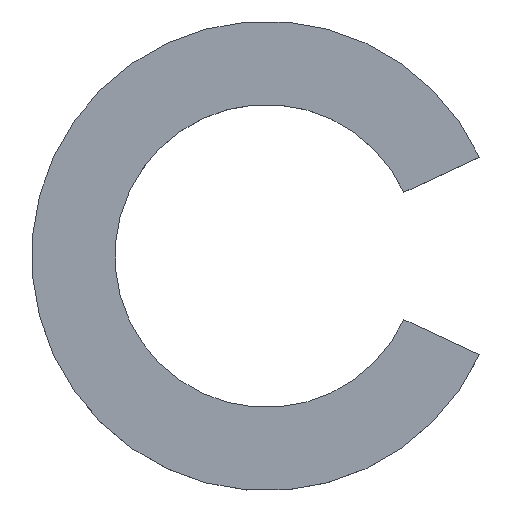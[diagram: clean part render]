
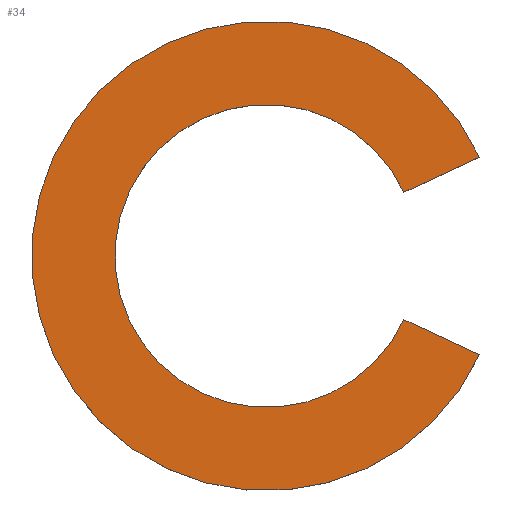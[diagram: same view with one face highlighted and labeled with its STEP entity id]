
A CAD part, top view. The second image highlights one B-rep face of the part: STEP entity #34.
In plain terms, the highlighted planar face has unit normal (0, 0, 1).
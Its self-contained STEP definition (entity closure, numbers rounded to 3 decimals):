
#34 = ADVANCED_FACE( '', ( #65 ), #66, .T. );
#65 = FACE_OUTER_BOUND( '', #90, .T. );
#66 = PLANE( '', #91 );
#90 = EDGE_LOOP( '', ( #119, #120, #121, #122 ) );
#91 = AXIS2_PLACEMENT_3D( '', #123, #124, #125 );
#119 = ORIENTED_EDGE( '', *, *, #160, .F. );
#120 = ORIENTED_EDGE( '', *, *, #161, .T. );
#121 = ORIENTED_EDGE( '', *, *, #151, .T. );
#122 = ORIENTED_EDGE( '', *, *, #156, .T. );
#123 = CARTESIAN_POINT( '', ( 0., 31., 5. ) );
#124 = DIRECTION( '', ( 0., 0., 1. ) );
#125 = DIRECTION( '', ( 1., 0., 0. ) );
#151 = EDGE_CURVE( '', #169, #170, #171, .T. );
#156 = EDGE_CURVE( '', #170, #178, #179, .T. );
#160 = EDGE_CURVE( '', #184, #178, #185, .T. );
#161 = EDGE_CURVE( '', #184, #169, #186, .T. );
#169 = VERTEX_POINT( '', #195 );
#170 = VERTEX_POINT( '', #196 );
#171 = CIRCLE( '', #197, 20. );
#178 = VERTEX_POINT( '', #206 );
#179 = LINE( '', #207, #208 );
#184 = VERTEX_POINT( '', #215 );
#185 = CIRCLE( '', #216, 31. );
#186 = LINE( '', #217, #218 );
#195 = CARTESIAN_POINT( '', ( 18.15, -8.4, 5. ) );
#196 = CARTESIAN_POINT( '', ( 18.15, 8.4, 5. ) );
#197 = AXIS2_PLACEMENT_3D( '', #228, #229, #230 );
#206 = CARTESIAN_POINT( '', ( 28.12, 13.049, 5. ) );
#207 = CARTESIAN_POINT( '', ( 11.898, 5.484, 5. ) );
#208 = VECTOR( '', #236, 1000. );
#215 = CARTESIAN_POINT( '', ( 28.12, -13.049, 5. ) );
#216 = AXIS2_PLACEMENT_3D( '', #239, #240, #241 );
#217 = CARTESIAN_POINT( '', ( -11.849, 5.589, 5. ) );
#218 = VECTOR( '', #242, 1000. );
#228 = CARTESIAN_POINT( '', ( 0., 0., 5. ) );
#229 = DIRECTION( '', ( 0., 0., -1. ) );
#230 = DIRECTION( '', ( -1., 0., 0. ) );
#236 = DIRECTION( '', ( 0.906, 0.423, 0. ) );
#239 = CARTESIAN_POINT( '', ( 0., 0., 5. ) );
#240 = DIRECTION( '', ( 0., 0., -1. ) );
#241 = DIRECTION( '', ( -1., 0., 0. ) );
#242 = DIRECTION( '', ( -0.906, 0.423, 0. ) );
